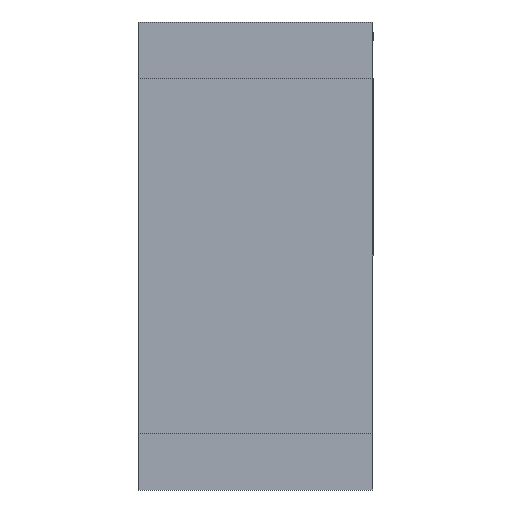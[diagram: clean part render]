
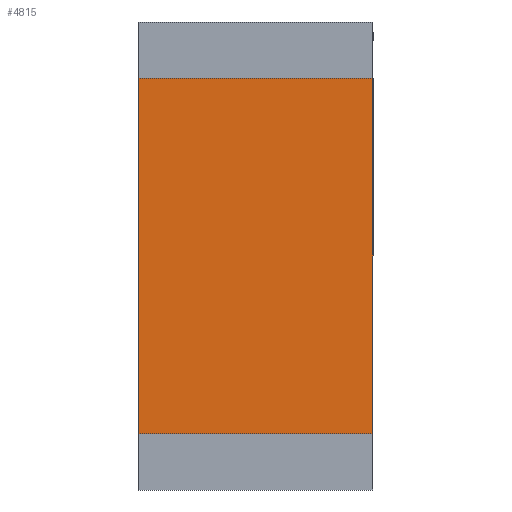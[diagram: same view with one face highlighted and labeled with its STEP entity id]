
A CAD part, front view. The second image highlights one B-rep face of the part: STEP entity #4815.
In plain terms, the highlighted planar face has unit normal (0, -1, 0).
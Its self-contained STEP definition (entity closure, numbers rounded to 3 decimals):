
#8 = CARTESIAN_POINT ( 'NONE',  ( 6.264, -0.29, 2.49 ) ) ;
#269 = LINE ( 'NONE', #2675, #6072 ) ;
#313 = DIRECTION ( 'NONE',  ( 0., 0., -1. ) ) ;
#347 = LINE ( 'NONE', #6043, #4598 ) ;
#857 = VERTEX_POINT ( 'NONE', #3031 ) ;
#1229 = LINE ( 'NONE', #8, #4970 ) ;
#1271 = EDGE_CURVE ( 'NONE', #4289, #4574, #269, .T. ) ;
#1346 = DIRECTION ( 'NONE',  ( -1., 0., 0. ) ) ;
#1745 = EDGE_LOOP ( 'NONE', ( #5548, #3550, #5737, #2788 ) ) ;
#1904 = EDGE_CURVE ( 'NONE', #4289, #857, #1229, .T. ) ;
#1927 = CARTESIAN_POINT ( 'NONE',  ( 6.264, -0.29, 2.49 ) ) ;
#1942 = CARTESIAN_POINT ( 'NONE',  ( 6.264, -0.29, -2.49 ) ) ;
#2505 = EDGE_CURVE ( 'NONE', #4329, #857, #347, .T. ) ;
#2674 = CARTESIAN_POINT ( 'NONE',  ( 1.25, -0.29, -2.49 ) ) ;
#2675 = CARTESIAN_POINT ( 'NONE',  ( 1.25, -0.29, 2.49 ) ) ;
#2725 = FACE_OUTER_BOUND ( 'NONE', #1745, .T. ) ;
#2788 = ORIENTED_EDGE ( 'NONE', *, *, #4782, .F. ) ;
#2800 = DIRECTION ( 'NONE',  ( 0., 0., 1. ) ) ;
#3031 = CARTESIAN_POINT ( 'NONE',  ( -1.25, -0.29, 2.49 ) ) ;
#3394 = PLANE ( 'NONE',  #3406 ) ;
#3406 = AXIS2_PLACEMENT_3D ( 'NONE', #1927, #5208, #3943 ) ;
#3455 = LINE ( 'NONE', #1942, #5443 ) ;
#3550 = ORIENTED_EDGE ( 'NONE', *, *, #1904, .T. ) ;
#3943 = DIRECTION ( 'NONE',  ( 0., 0., 1. ) ) ;
#4288 = CARTESIAN_POINT ( 'NONE',  ( 1.25, -0.29, 2.49 ) ) ;
#4289 = VERTEX_POINT ( 'NONE', #4288 ) ;
#4329 = VERTEX_POINT ( 'NONE', #4920 ) ;
#4574 = VERTEX_POINT ( 'NONE', #2674 ) ;
#4598 = VECTOR ( 'NONE', #2800, 1000. ) ;
#4782 = EDGE_CURVE ( 'NONE', #4574, #4329, #3455, .T. ) ;
#4815 = ADVANCED_FACE ( 'NONE', ( #2725 ), #3394, .F. ) ;
#4920 = CARTESIAN_POINT ( 'NONE',  ( -1.25, -0.29, -2.49 ) ) ;
#4970 = VECTOR ( 'NONE', #1346, 1000. ) ;
#5208 = DIRECTION ( 'NONE',  ( 0., 1., 0. ) ) ;
#5286 = DIRECTION ( 'NONE',  ( -1., 0., 0. ) ) ;
#5443 = VECTOR ( 'NONE', #5286, 1000. ) ;
#5548 = ORIENTED_EDGE ( 'NONE', *, *, #1271, .F. ) ;
#5737 = ORIENTED_EDGE ( 'NONE', *, *, #2505, .F. ) ;
#6043 = CARTESIAN_POINT ( 'NONE',  ( -1.25, -0.29, 2.49 ) ) ;
#6072 = VECTOR ( 'NONE', #313, 1000. ) ;
